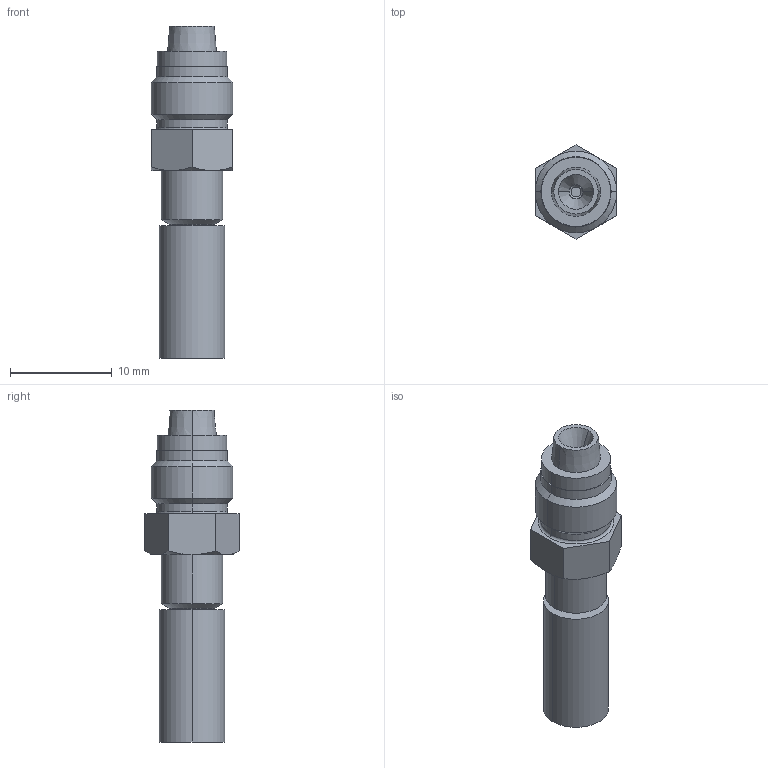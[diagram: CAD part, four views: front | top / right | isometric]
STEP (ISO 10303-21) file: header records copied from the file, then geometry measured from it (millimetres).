
FILE_DESCRIPTION (( 'STEP AP214' ), '1' );
FILE_NAME ('J01701A0004.STEP', '2018-03-06T14:43:36', ( '' ), ( '' ), 'SwSTEP 2.0', 'SolidWorks 2017', '' );
FILE_SCHEMA (( 'AUTOMOTIVE_DESIGN' ));
Length unit declared in the file: millimetre
Products named in the file (1): J01701A0004
Bounding box: 8 x 9.24 x 32.6 mm (x, y, z)
Volume: 966.1 mm3; surface area: 1116.3 mm2
Topology: 1 solids, 1 shells, 94 faces, 206 edges, 128 vertices
Faces by surface type: cylinder 34, plane 30, cone 26, torus 4
Entity records: 3645 total; most frequent: CARTESIAN_POINT 541, DIRECTION 452, ORIENTED_EDGE 412, EDGE_CURVE 206, AXIS2_PLACEMENT_3D 183, VERTEX_POINT 128, EDGE_LOOP 108, ADVANCED_FACE 94
